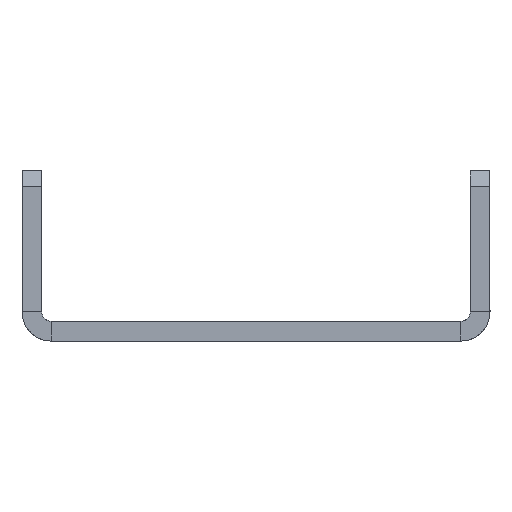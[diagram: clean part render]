
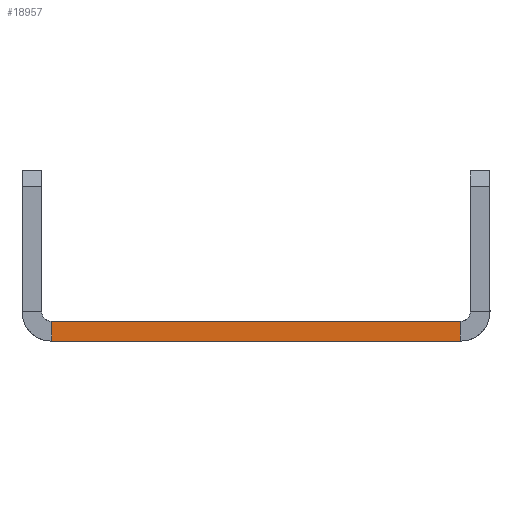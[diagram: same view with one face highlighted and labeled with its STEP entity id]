
A CAD part, front view. The second image highlights one B-rep face of the part: STEP entity #18957.
In plain terms, the highlighted planar face has unit normal (0, -1, 0).
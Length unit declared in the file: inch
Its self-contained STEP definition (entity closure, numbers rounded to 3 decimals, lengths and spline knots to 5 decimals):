
#809=FACE_OUTER_BOUND('',#1962,.T.);
#1962=EDGE_LOOP('',(#14349,#14350,#14351,#14352));
#4141=LINE('',#28438,#6123);
#4532=LINE('',#29908,#6514);
#4798=LINE('',#30943,#6780);
#4799=LINE('',#30944,#6781);
#6123=VECTOR('',#22425,39.37008);
#6514=VECTOR('',#23494,39.37008);
#6780=VECTOR('',#24266,39.37008);
#6781=VECTOR('',#24267,39.37008);
#8274=VERTEX_POINT('',#28435);
#8275=VERTEX_POINT('',#28437);
#9000=VERTEX_POINT('',#29905);
#9001=VERTEX_POINT('',#29907);
#10195=EDGE_CURVE('',#8275,#8274,#4141,.T.);
#10924=EDGE_CURVE('',#9000,#9001,#4532,.T.);
#11442=EDGE_CURVE('',#9001,#8274,#4798,.T.);
#11443=EDGE_CURVE('',#9000,#8275,#4799,.T.);
#14349=ORIENTED_EDGE('',*,*,#11442,.F.);
#14350=ORIENTED_EDGE('',*,*,#10924,.F.);
#14351=ORIENTED_EDGE('',*,*,#11443,.T.);
#14352=ORIENTED_EDGE('',*,*,#10195,.T.);
#18463=PLANE('',#20701);
#18957=ADVANCED_FACE('',(#809),#18463,.F.);
#20701=AXIS2_PLACEMENT_3D('',#30942,#24264,#24265);
#22425=DIRECTION('',(1.,0.,0.));
#23494=DIRECTION('',(1.,0.,0.));
#24264=DIRECTION('center_axis',(0.,1.,0.));
#24265=DIRECTION('ref_axis',(0.,0.,1.));
#24266=DIRECTION('',(0.,0.,-1.));
#24267=DIRECTION('',(0.,0.,-1.));
#28435=CARTESIAN_POINT('',(0.65501,-8.75,0.));
#28437=CARTESIAN_POINT('',(-0.65501,-8.75,0.));
#28438=CARTESIAN_POINT('',(-0.75,-8.75,0.));
#29905=CARTESIAN_POINT('',(-0.65501,-8.75,0.06299));
#29907=CARTESIAN_POINT('',(0.65501,-8.75,0.06299));
#29908=CARTESIAN_POINT('',(-0.75,-8.75,0.06299));
#30942=CARTESIAN_POINT('Origin',(-0.75,-8.75,0.06299));
#30943=CARTESIAN_POINT('',(0.65501,-8.75,0.06299));
#30944=CARTESIAN_POINT('',(-0.65501,-8.75,0.06299));
